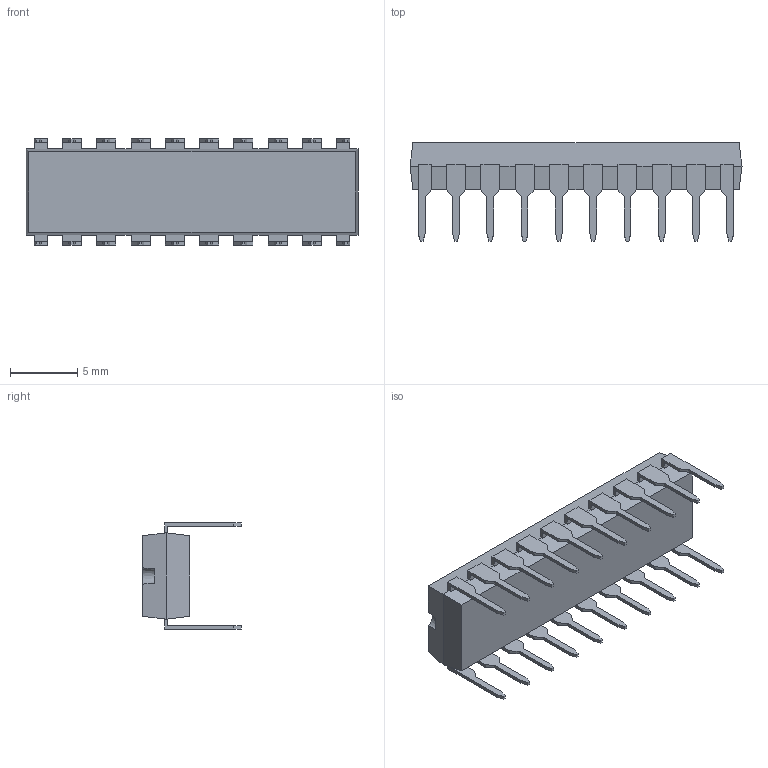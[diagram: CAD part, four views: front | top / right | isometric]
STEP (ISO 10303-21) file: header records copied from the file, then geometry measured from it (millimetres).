
FILE_DESCRIPTION (( 'STEP AP214' ), '1' );
FILE_NAME ('74HC245_DIP20_TOSHIBA_MODEL.STEP', '2016-08-05T17:32:10', ( 'NgocHoang' ), ( '' ), 'SwSTEP 2.0', 'SolidWorks 2010', '' );
FILE_SCHEMA (( 'AUTOMOTIVE_DESIGN' ));
Length unit declared in the file: millimetre
Products named in the file (5): 74HC245_TOSHIBA_PIN10; 74HC245_TOSHIBA_PIN1; 74HC295_TOSHIBA_BODY; 74HC245_DIP20_TOSHIBA_MODEL; 74HC245_TOSHIBA_PIN2
Assembly tree (21 placements, depth 2):
  74HC245_DIP20_TOSHIBA_MODEL
    74HC245_TOSHIBA_PIN2  x16
    74HC295_TOSHIBA_BODY
    74HC245_TOSHIBA_PIN10  x2
    74HC245_TOSHIBA_PIN1  x2
Bounding box: 24.6 x 7.31 x 7.87 mm (x, y, z)
Volume: 553.3 mm3; surface area: 804.3 mm2
Topology: 21 solids, 21 shells, 384 faces, 1022 edges, 680 vertices
Faces by surface type: plane 383, cone 1
Entity records: 5204 total; most frequent: CARTESIAN_POINT 882, ORIENTED_EDGE 844, DIRECTION 770, EDGE_CURVE 422, LINE 418, VECTOR 418, VERTEX_POINT 280, AXIS2_PLACEMENT_3D 176
